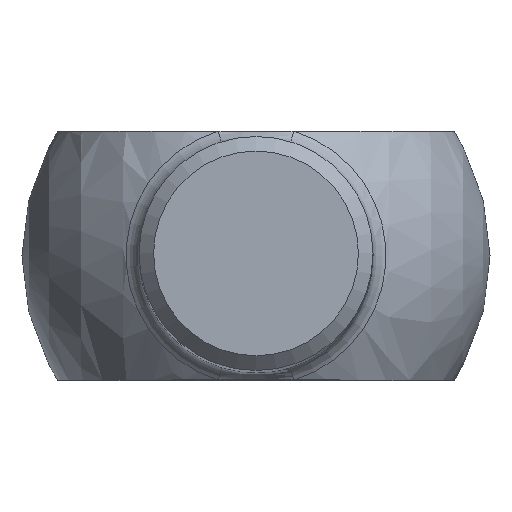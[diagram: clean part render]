
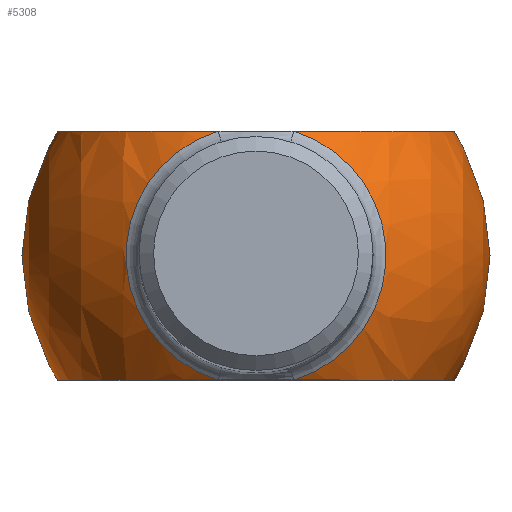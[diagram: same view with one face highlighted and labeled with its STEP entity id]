
A CAD part, top view. The second image highlights one B-rep face of the part: STEP entity #5308.
In plain terms, the highlighted spherical face has radius 16 mm.
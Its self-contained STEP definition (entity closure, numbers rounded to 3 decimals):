
#73 = DIRECTION ( 'NONE',  ( 0., 0., -1. ) ) ;
#87 = EDGE_CURVE ( 'NONE', #10390, #13096, #5415, .T. ) ;
#252 = AXIS2_PLACEMENT_3D ( 'NONE', #10380, #5332, #10430 ) ;
#271 = ORIENTED_EDGE ( 'NONE', *, *, #4395, .T. ) ;
#279 = CARTESIAN_POINT ( 'NONE',  ( -2.6, 8.5, -86.696 ) ) ;
#340 = AXIS2_PLACEMENT_3D ( 'NONE', #11969, #8942, #736 ) ;
#693 = VERTEX_POINT ( 'NONE', #9520 ) ;
#736 = DIRECTION ( 'NONE',  ( -1., 0., 0. ) ) ;
#863 = CIRCLE ( 'NONE', #340, 8.889 ) ;
#1274 = ORIENTED_EDGE ( 'NONE', *, *, #9807, .F. ) ;
#3203 = SPHERICAL_SURFACE ( 'NONE', #252, 16. ) ;
#3237 = ORIENTED_EDGE ( 'NONE', *, *, #87, .T. ) ;
#3246 = CARTESIAN_POINT ( 'NONE',  ( 0., 0., -86.696 ) ) ;
#4004 = DIRECTION ( 'NONE',  ( 0., 0., -1. ) ) ;
#4220 = CARTESIAN_POINT ( 'NONE',  ( 0., 8.5, -100. ) ) ;
#4230 = EDGE_LOOP ( 'NONE', ( #3237, #271, #1274, #6788 ) ) ;
#4395 = EDGE_CURVE ( 'NONE', #13096, #6115, #11011, .T. ) ;
#5200 = DIRECTION ( 'NONE',  ( 0., -1., 0. ) ) ;
#5308 = ADVANCED_FACE ( 'NONE', ( #8638 ), #3203, .T. ) ;
#5332 = DIRECTION ( 'NONE',  ( 1., 0., 0. ) ) ;
#5415 = CIRCLE ( 'NONE', #11619, 13.555 ) ;
#6115 = VERTEX_POINT ( 'NONE', #10954 ) ;
#6234 = AXIS2_PLACEMENT_3D ( 'NONE', #3246, #73, #9430 ) ;
#6788 = ORIENTED_EDGE ( 'NONE', *, *, #10129, .T. ) ;
#6990 = CARTESIAN_POINT ( 'NONE',  ( 2.6, 8.5, -86.696 ) ) ;
#7988 = CARTESIAN_POINT ( 'NONE',  ( 0., -8.5, -100. ) ) ;
#8638 = FACE_OUTER_BOUND ( 'NONE', #4230, .T. ) ;
#8942 = DIRECTION ( 'NONE',  ( 0., 0., -1. ) ) ;
#9430 = DIRECTION ( 'NONE',  ( -1., 0., 0. ) ) ;
#9520 = CARTESIAN_POINT ( 'NONE',  ( -2.6, -8.5, -86.696 ) ) ;
#9807 = EDGE_CURVE ( 'NONE', #693, #6115, #10606, .T. ) ;
#10129 = EDGE_CURVE ( 'NONE', #693, #10390, #863, .T. ) ;
#10380 = CARTESIAN_POINT ( 'NONE',  ( 0., 0., -100. ) ) ;
#10390 = VERTEX_POINT ( 'NONE', #279 ) ;
#10400 = AXIS2_PLACEMENT_3D ( 'NONE', #7988, #13078, #4004 ) ;
#10430 = DIRECTION ( 'NONE',  ( 0., 0., -1. ) ) ;
#10606 = CIRCLE ( 'NONE', #10400, 13.555 ) ;
#10954 = CARTESIAN_POINT ( 'NONE',  ( 2.6, -8.5, -86.696 ) ) ;
#11011 = CIRCLE ( 'NONE', #6234, 8.889 ) ;
#11342 = DIRECTION ( 'NONE',  ( 0., 0., -1. ) ) ;
#11619 = AXIS2_PLACEMENT_3D ( 'NONE', #4220, #5200, #11342 ) ;
#11969 = CARTESIAN_POINT ( 'NONE',  ( 0., 0., -86.696 ) ) ;
#13078 = DIRECTION ( 'NONE',  ( 0., -1., 0. ) ) ;
#13096 = VERTEX_POINT ( 'NONE', #6990 ) ;
